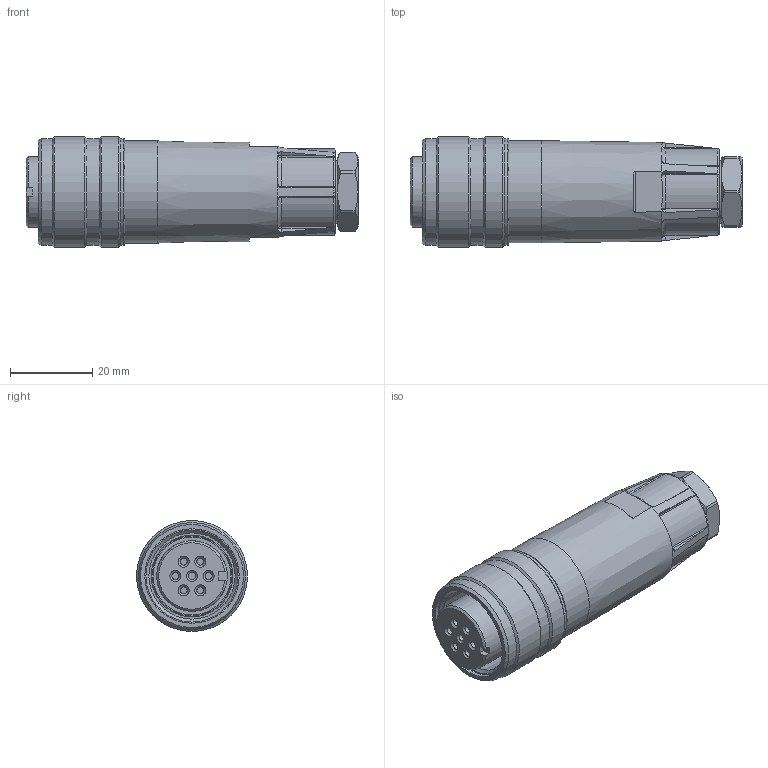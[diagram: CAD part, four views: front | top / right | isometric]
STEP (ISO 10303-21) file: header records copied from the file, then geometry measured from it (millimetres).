
FILE_DESCRIPTION(/* description */ (''),/* implementation_level */ '2;1');
FILE_NAME(/* name */ 'c015 30d006 001 1nxc001-01.stp',/* time_stamp */ '2019-06-07T14:32:32+02:00',/* author */ (''),/* organization */ (''),/* preprocessor_version */ 'ST-DEVELOPER v16.7',/* originating_system */ 'SIEMENS PLM Software NX 12.0',/* authorisation */ '');
FILE_SCHEMA (('AUTOMOTIVE_DESIGN { 1 0 10303 214 3 1 1 1 }'));
Length unit declared in the file: millimetre
Products named in the file (1): c015 30d006 001 1nxc001-01
Bounding box: 80.78 x 27 x 27 mm (x, y, z)
Volume: 34616.2 mm3; surface area: 8764.6 mm2
Topology: 1 solids, 2 shells, 199 faces, 497 edges, 304 vertices
Faces by surface type: cylinder 60, bspline 58, plane 54, cone 24, torus 3
Full cylindrical faces by diameter (mm): 1.7 x7, 15.2 x1, 17.15 x1, 18.96 x1, 19.9 x1, 21 x2, 23 x1, 24.85 x1, 26 x3, 27 x2
Entity records: 7570 total; most frequent: CARTESIAN_POINT 3460, ORIENTED_EDGE 842, DIRECTION 742, EDGE_CURVE 421, AXIS2_PLACEMENT_3D 330, VERTEX_POINT 280, EDGE_LOOP 255, ADVANCED_FACE 199
